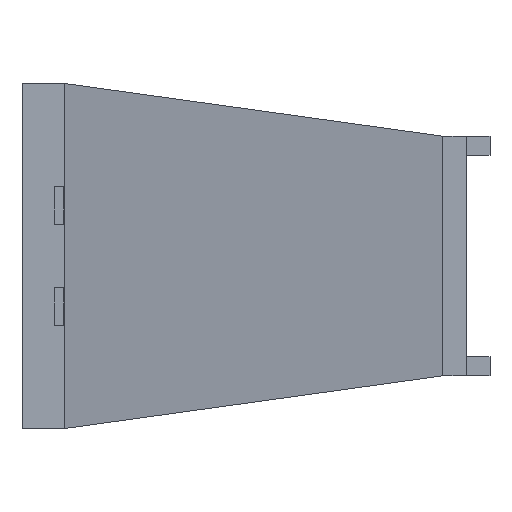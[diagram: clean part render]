
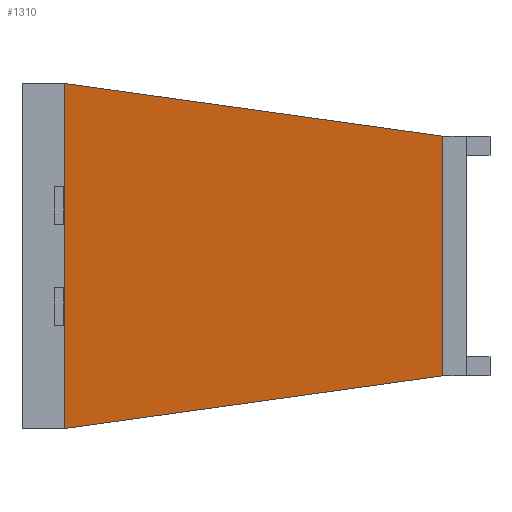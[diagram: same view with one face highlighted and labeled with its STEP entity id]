
A CAD part, left-side view. The second image highlights one B-rep face of the part: STEP entity #1310.
In plain terms, the highlighted planar face has unit normal (-0.987, 0.158, 0).
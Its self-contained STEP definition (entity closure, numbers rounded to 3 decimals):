
#122=FACE_OUTER_BOUND('',#206,.T.);
#206=EDGE_LOOP('',(#1173,#1174,#1175,#1176));
#274=LINE('',#1892,#436);
#344=LINE('',#2063,#506);
#365=LINE('',#2105,#527);
#368=LINE('',#2110,#530);
#436=VECTOR('',#1535,10.);
#506=VECTOR('',#1693,10.);
#527=VECTOR('',#1740,10.);
#530=VECTOR('',#1747,10.);
#575=VERTEX_POINT('',#1885);
#577=VERTEX_POINT('',#1891);
#633=VERTEX_POINT('',#2059);
#634=VERTEX_POINT('',#2061);
#710=EDGE_CURVE('',#575,#577,#274,.T.);
#796=EDGE_CURVE('',#634,#633,#344,.T.);
#817=EDGE_CURVE('',#633,#577,#365,.T.);
#820=EDGE_CURVE('',#634,#575,#368,.T.);
#1173=ORIENTED_EDGE('',*,*,#796,.F.);
#1174=ORIENTED_EDGE('',*,*,#820,.T.);
#1175=ORIENTED_EDGE('',*,*,#710,.T.);
#1176=ORIENTED_EDGE('',*,*,#817,.F.);
#1239=PLANE('',#1411);
#1310=ADVANCED_FACE('',(#122),#1239,.F.);
#1411=AXIS2_PLACEMENT_3D('',#2111,#1748,#1749);
#1535=DIRECTION('',(0.,0.,-1.));
#1693=DIRECTION('',(0.,0.,-1.));
#1740=DIRECTION('',(0.157,0.978,-0.136));
#1747=DIRECTION('',(0.157,0.978,0.136));
#1748=DIRECTION('center_axis',(0.987,-0.158,0.));
#1749=DIRECTION('ref_axis',(0.,0.,-1.));
#1885=CARTESIAN_POINT('',(-38.5,80.,36.5));
#1891=CARTESIAN_POINT('',(-38.5,80.,-36.5));
#1892=CARTESIAN_POINT('',(-38.5,80.,-36.5));
#2059=CARTESIAN_POINT('',(-51.3,0.,-25.35));
#2061=CARTESIAN_POINT('',(-51.3,0.,25.35));
#2063=CARTESIAN_POINT('',(-51.3,0.,25.35));
#2105=CARTESIAN_POINT('',(-51.3,0.,-25.35));
#2110=CARTESIAN_POINT('',(-51.3,0.,25.35));
#2111=CARTESIAN_POINT('Origin',(-51.3,0.,25.35));
